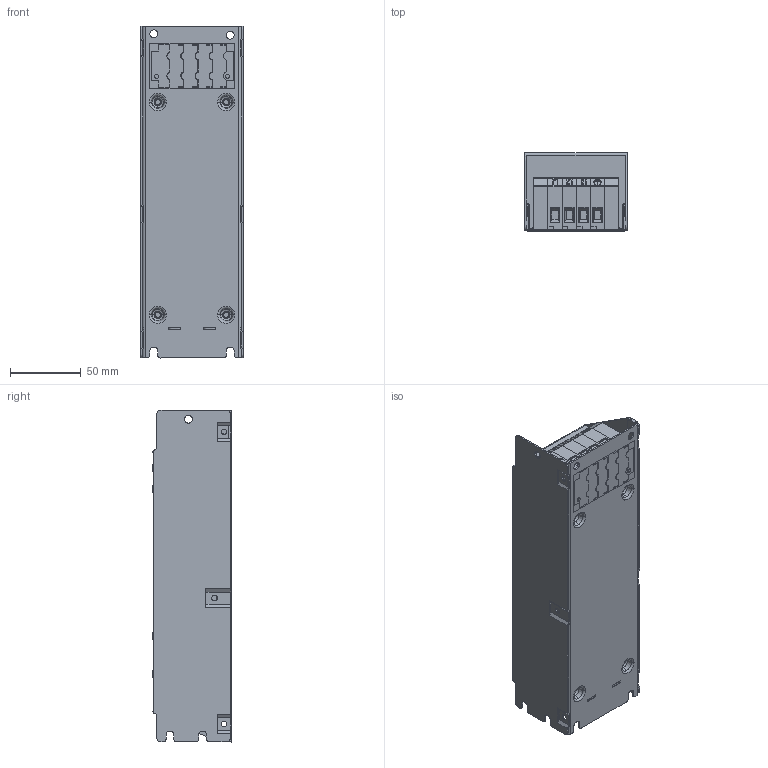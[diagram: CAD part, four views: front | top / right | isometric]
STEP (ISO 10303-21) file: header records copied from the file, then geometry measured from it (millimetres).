
FILE_DESCRIPTION (( 'STEP AP214' ), '1' );
FILE_NAME ('EMI A PRT0109 Shell CASE COMPLETE With TB & Label with Sketches wo surf 2 C Coord 1 fXT 2 r1B.STEP', '2020-03-30T23:24:11', ( '' ), ( '' ), 'SwSTEP 2.0', 'SolidWorks 2017', '' );
FILE_SCHEMA (( 'AUTOMOTIVE_DESIGN' ));
Length unit declared in the file: inch
Products named in the file (1): EMI A PRT0109 Shell CASE COMPLETE With TB & Label with Sketches wo surf 2 C Coord 1 fXT 2 r1B
Bounding box: 72 x 55.1 x 234 mm (x, y, z)
Volume: 97506.9 mm3; surface area: 173352.9 mm2
Topology: 16 solids, 16 shells, 3875 faces, 10385 edges, 6692 vertices
Faces by surface type: plane 2746, cylinder 597, cone 432, torus 100
Entity records: 123373 total; most frequent: CARTESIAN_POINT 25456, ORIENTED_EDGE 20650, DIRECTION 19624, EDGE_CURVE 10325, LINE 8284, VECTOR 8284, VERTEX_POINT 6692, AXIS2_PLACEMENT_3D 5670
